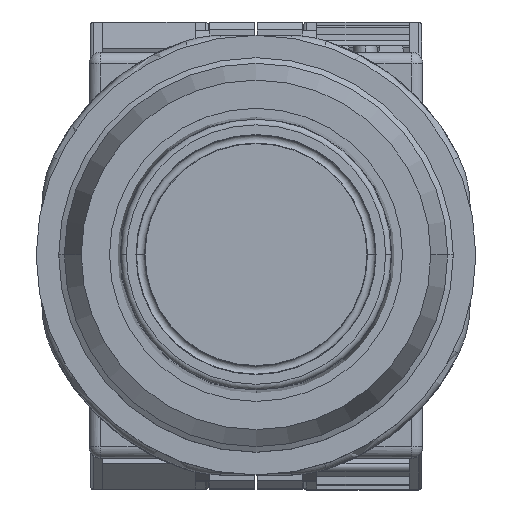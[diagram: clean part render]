
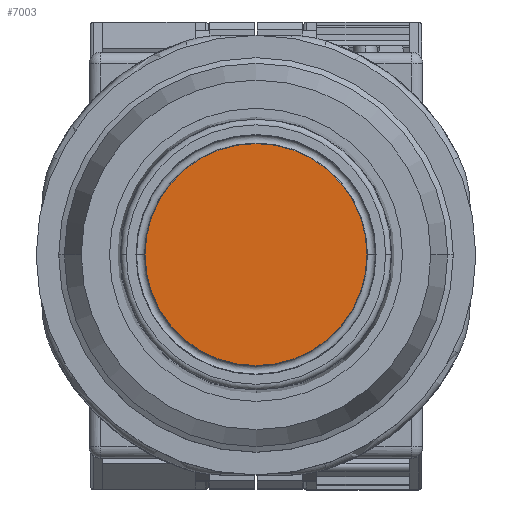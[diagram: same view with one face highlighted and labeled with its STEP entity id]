
A CAD part, top view. The second image highlights one B-rep face of the part: STEP entity #7003.
In plain terms, the highlighted planar face has unit normal (0, 0, 1).
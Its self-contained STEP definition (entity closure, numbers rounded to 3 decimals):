
#74 = FACE_OUTER_BOUND ( 'NONE', #11988, .T. ) ;
#4192 = AXIS2_PLACEMENT_3D ( 'NONE', #27665, #24416, #21176 ) ;
#7003 = ADVANCED_FACE ( 'NONE', ( #74 ), #18275, .F. ) ;
#10801 = ORIENTED_EDGE ( 'NONE', *, *, #15874, .F. ) ;
#11879 = CARTESIAN_POINT ( 'NONE',  ( 0., 0., 48.1 ) ) ;
#11988 = EDGE_LOOP ( 'NONE', ( #13557, #10801 ) ) ;
#12000 = AXIS2_PLACEMENT_3D ( 'NONE', #11879, #20831, #17607 ) ;
#12588 = CARTESIAN_POINT ( 'NONE',  ( 0., 9.85, 48.1 ) ) ;
#13557 = ORIENTED_EDGE ( 'NONE', *, *, #26865, .F. ) ;
#14718 = AXIS2_PLACEMENT_3D ( 'NONE', #29559, #26305, #23052 ) ;
#15874 = EDGE_CURVE ( 'NONE', #31506, #17271, #23585, .T. ) ;
#17271 = VERTEX_POINT ( 'NONE', #12588 ) ;
#17607 = DIRECTION ( 'NONE',  ( 0., 1., 0. ) ) ;
#18275 = PLANE ( 'NONE',  #4192 ) ;
#20145 = CIRCLE ( 'NONE', #12000, 9.85 ) ;
#20831 = DIRECTION ( 'NONE',  ( 0., 0., -1. ) ) ;
#21176 = DIRECTION ( 'NONE',  ( -1., 0., 0. ) ) ;
#23052 = DIRECTION ( 'NONE',  ( 0., 1., 0. ) ) ;
#23585 = CIRCLE ( 'NONE', #14718, 9.85 ) ;
#24416 = DIRECTION ( 'NONE',  ( 0., 0., -1. ) ) ;
#26305 = DIRECTION ( 'NONE',  ( 0., 0., -1. ) ) ;
#26865 = EDGE_CURVE ( 'NONE', #17271, #31506, #20145, .T. ) ;
#27149 = CARTESIAN_POINT ( 'NONE',  ( 0., -9.85, 48.1 ) ) ;
#27665 = CARTESIAN_POINT ( 'NONE',  ( 0., 12., 48.1 ) ) ;
#29559 = CARTESIAN_POINT ( 'NONE',  ( 0., 0., 48.1 ) ) ;
#31506 = VERTEX_POINT ( 'NONE', #27149 ) ;
